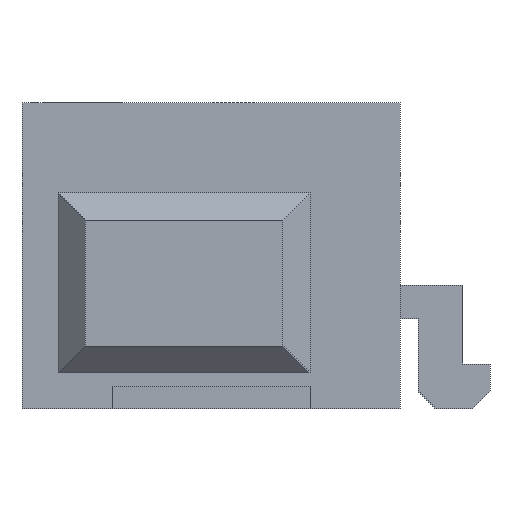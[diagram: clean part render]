
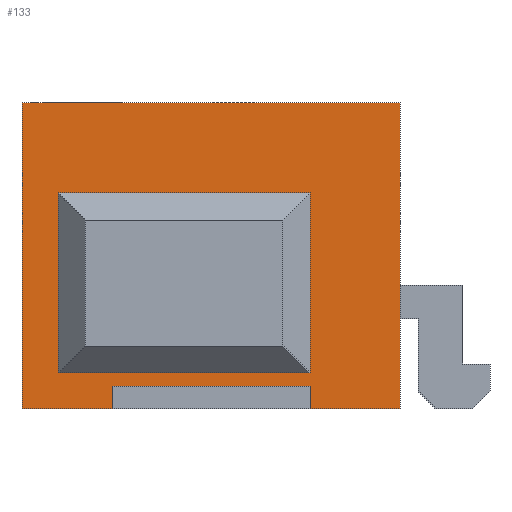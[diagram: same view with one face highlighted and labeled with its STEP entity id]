
A CAD part, front view. The second image highlights one B-rep face of the part: STEP entity #133.
In plain terms, the highlighted planar face has unit normal (0, -1, 0).
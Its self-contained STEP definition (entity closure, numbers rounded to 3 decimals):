
#13=DIRECTION('',(0.,0.,1.));
#14=DIRECTION('',(1.,0.,0.));
#59=VERTEX_POINT('',#60);
#60=CARTESIAN_POINT('',(-1.7,-7.125,2.4));
#64=DIRECTION('',(0.,1.,0.));
#70=VECTOR('',#14,1.);
#73=VERTEX_POINT('',#74);
#74=CARTESIAN_POINT('',(1.1,-7.125,2.4));
#77=ORIENTED_EDGE('',*,*,#78,.F.);
#78=EDGE_CURVE('',#59,#73,#79,.T.);
#79=LINE('',#80,#70);
#80=CARTESIAN_POINT('',(-1.9,-7.125,2.4));
#91=VECTOR('',#13,1.);
#94=VERTEX_POINT('',#95);
#95=CARTESIAN_POINT('',(-1.7,-7.125,0.4));
#99=EDGE_CURVE('',#59,#94,#100,.T.);
#100=LINE('',#101,#102);
#101=CARTESIAN_POINT('',(-1.7,-7.125,0.2));
#102=VECTOR('',#103,1.);
#103=DIRECTION('',(0.,0.,-1.));
#133=ADVANCED_FACE('',(#134,#156),#169,.F.);
#134=FACE_BOUND('',#135,.F.);
#135=EDGE_LOOP('',(#136,#143,#148,#153));
#136=ORIENTED_EDGE('',*,*,#137,.F.);
#137=EDGE_CURVE('',#138,#140,#142,.T.);
#138=VERTEX_POINT('',#139);
#139=CARTESIAN_POINT('',(-2.1,-7.125,0.));
#140=VERTEX_POINT('',#141);
#141=CARTESIAN_POINT('',(2.1,-7.125,0.));
#142=LINE('',#139,#70);
#143=ORIENTED_EDGE('',*,*,#144,.T.);
#144=EDGE_CURVE('',#138,#145,#147,.T.);
#145=VERTEX_POINT('',#146);
#146=CARTESIAN_POINT('',(-2.1,-7.125,3.4));
#147=LINE('',#139,#91);
#148=ORIENTED_EDGE('',*,*,#149,.T.);
#149=EDGE_CURVE('',#145,#150,#152,.T.);
#150=VERTEX_POINT('',#151);
#151=CARTESIAN_POINT('',(2.1,-7.125,3.4));
#152=LINE('',#146,#70);
#153=ORIENTED_EDGE('',*,*,#154,.F.);
#154=EDGE_CURVE('',#140,#150,#155,.T.);
#155=LINE('',#141,#91);
#156=FACE_BOUND('',#157,.F.);
#157=EDGE_LOOP('',(#77,#158,#159,#165));
#158=ORIENTED_EDGE('',*,*,#99,.T.);
#159=ORIENTED_EDGE('',*,*,#160,.T.);
#160=EDGE_CURVE('',#94,#161,#163,.T.);
#161=VERTEX_POINT('',#162);
#162=CARTESIAN_POINT('',(1.1,-7.125,0.4));
#163=LINE('',#164,#70);
#164=CARTESIAN_POINT('',(-1.9,-7.125,0.4));
#165=ORIENTED_EDGE('',*,*,#166,.F.);
#166=EDGE_CURVE('',#73,#161,#167,.T.);
#167=LINE('',#168,#102);
#168=CARTESIAN_POINT('',(1.1,-7.125,0.2));
#169=PLANE('',#170);
#170=AXIS2_PLACEMENT_3D('',#139,#64,#13);
